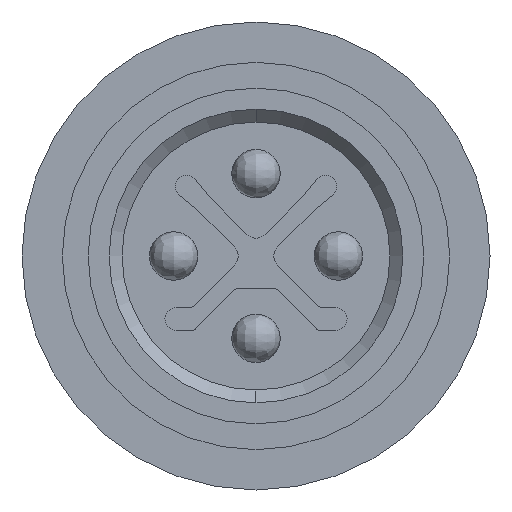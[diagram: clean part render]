
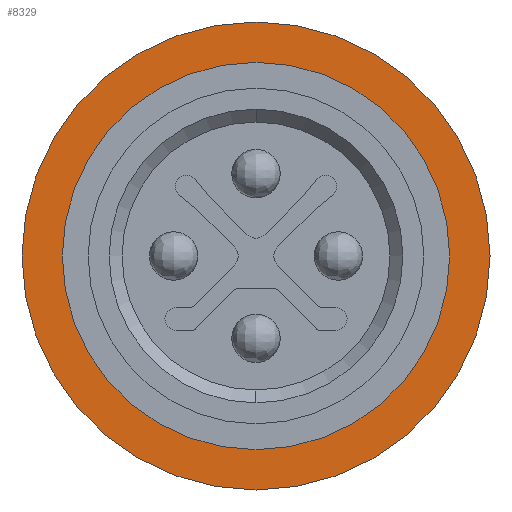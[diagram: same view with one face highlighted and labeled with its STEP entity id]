
A CAD part, left-side view. The second image highlights one B-rep face of the part: STEP entity #8329.
In plain terms, the highlighted planar face has unit normal (-1, 0, 0).
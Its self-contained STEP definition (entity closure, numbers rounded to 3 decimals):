
#22 = CARTESIAN_POINT ( 'NONE',  ( -6.3, 0., 0. ) ) ;
#500 = AXIS2_PLACEMENT_3D ( 'NONE', #14931, #7308, #16221 ) ;
#851 = EDGE_LOOP ( 'NONE', ( #5499, #9628 ) ) ;
#1651 = EDGE_CURVE ( 'NONE', #5566, #3123, #7397, .T. ) ;
#1987 = ORIENTED_EDGE ( 'NONE', *, *, #7830, .F. ) ;
#2353 = AXIS2_PLACEMENT_3D ( 'NONE', #12765, #5192, #14047 ) ;
#2512 = AXIS2_PLACEMENT_3D ( 'NONE', #12498, #4938, #13778 ) ;
#2996 = CARTESIAN_POINT ( 'NONE',  ( -6.3, 0., 7.25 ) ) ;
#3123 = VERTEX_POINT ( 'NONE', #10853 ) ;
#3157 = CIRCLE ( 'NONE', #500, 6. ) ;
#3332 = VERTEX_POINT ( 'NONE', #6189 ) ;
#3776 = CARTESIAN_POINT ( 'NONE',  ( -6.3, 0., 0. ) ) ;
#4048 = CIRCLE ( 'NONE', #2353, 7.25 ) ;
#4220 = FACE_OUTER_BOUND ( 'NONE', #14582, .T. ) ;
#4938 = DIRECTION ( 'NONE',  ( 1., 0., 0. ) ) ;
#5192 = DIRECTION ( 'NONE',  ( 1., 0., 0. ) ) ;
#5499 = ORIENTED_EDGE ( 'NONE', *, *, #13227, .T. ) ;
#5566 = VERTEX_POINT ( 'NONE', #2996 ) ;
#6189 = CARTESIAN_POINT ( 'NONE',  ( -6.3, 0., -6. ) ) ;
#6277 = PLANE ( 'NONE',  #7781 ) ;
#6756 = EDGE_CURVE ( 'NONE', #7055, #3332, #3157, .T. ) ;
#7055 = VERTEX_POINT ( 'NONE', #14131 ) ;
#7145 = FACE_BOUND ( 'NONE', #851, .T. ) ;
#7308 = DIRECTION ( 'NONE',  ( 1., 0., 0. ) ) ;
#7397 = CIRCLE ( 'NONE', #13672, 7.25 ) ;
#7521 = DIRECTION ( 'NONE',  ( 0., 0., 1. ) ) ;
#7781 = AXIS2_PLACEMENT_3D ( 'NONE', #3776, #15158, #7521 ) ;
#7830 = EDGE_CURVE ( 'NONE', #3123, #5566, #4048, .T. ) ;
#8329 = ADVANCED_FACE ( 'NONE', ( #4220, #7145 ), #6277, .T. ) ;
#9628 = ORIENTED_EDGE ( 'NONE', *, *, #6756, .T. ) ;
#10853 = CARTESIAN_POINT ( 'NONE',  ( -6.3, 0., -7.25 ) ) ;
#11256 = ORIENTED_EDGE ( 'NONE', *, *, #1651, .F. ) ;
#12123 = DIRECTION ( 'NONE',  ( 0., 0., -1. ) ) ;
#12498 = CARTESIAN_POINT ( 'NONE',  ( -6.3, 0., 0. ) ) ;
#12765 = CARTESIAN_POINT ( 'NONE',  ( -6.3, 0., 0. ) ) ;
#13024 = CIRCLE ( 'NONE', #2512, 6. ) ;
#13227 = EDGE_CURVE ( 'NONE', #3332, #7055, #13024, .T. ) ;
#13672 = AXIS2_PLACEMENT_3D ( 'NONE', #22, #14589, #12123 ) ;
#13778 = DIRECTION ( 'NONE',  ( 0., 0., -1. ) ) ;
#14047 = DIRECTION ( 'NONE',  ( 0., 0., -1. ) ) ;
#14131 = CARTESIAN_POINT ( 'NONE',  ( -6.3, 0., 6. ) ) ;
#14582 = EDGE_LOOP ( 'NONE', ( #1987, #11256 ) ) ;
#14589 = DIRECTION ( 'NONE',  ( 1., 0., 0. ) ) ;
#14931 = CARTESIAN_POINT ( 'NONE',  ( -6.3, 0., 0. ) ) ;
#15158 = DIRECTION ( 'NONE',  ( -1., 0., 0. ) ) ;
#16221 = DIRECTION ( 'NONE',  ( 0., 0., -1. ) ) ;
